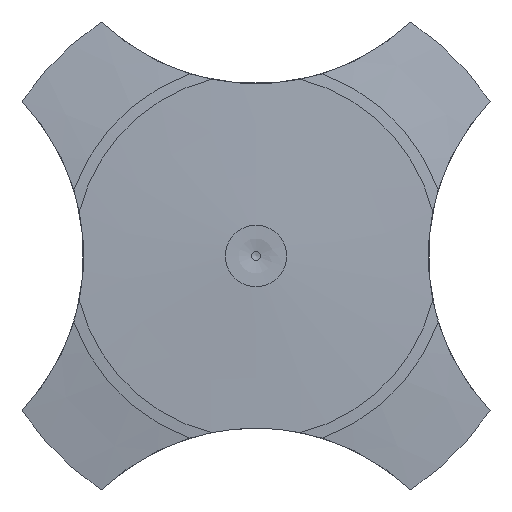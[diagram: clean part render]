
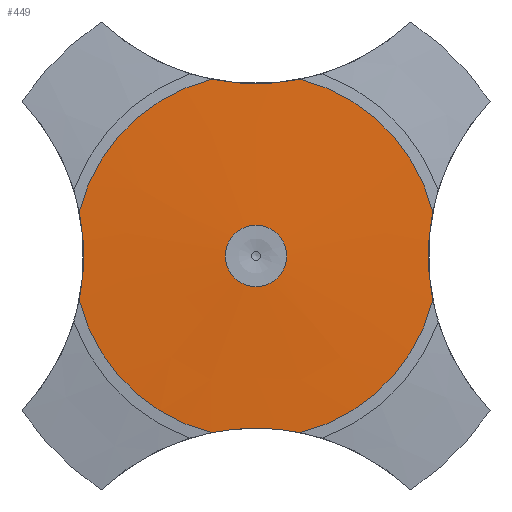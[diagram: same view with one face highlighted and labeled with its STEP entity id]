
A CAD part, top view. The second image highlights one B-rep face of the part: STEP entity #449.
In plain terms, the highlighted conical face has half-angle 87.82 degrees and reference radius 3.664 mm.
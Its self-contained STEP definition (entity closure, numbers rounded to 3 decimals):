
#25=LINE('',#954,#29);
#29=VECTOR('',#627,3.664);
#39=CONICAL_SURFACE('',#517,3.664,1.533);
#62=FACE_OUTER_BOUND('',#87,.T.);
#87=EDGE_LOOP('',(#391,#392,#393,#394,#395,#396,#397,#398,#399,#400,#401,
#402,#403));
#105=CIRCLE('',#487,6.497);
#111=CIRCLE('',#498,6.497);
#117=CIRCLE('',#509,6.497);
#119=CIRCLE('',#512,1.096);
#120=CIRCLE('',#513,1.096);
#124=CIRCLE('',#518,6.497);
#135=B_SPLINE_CURVE_WITH_KNOTS('',3,(#701,#702,#703,#704),.UNSPECIFIED.,
 .F.,.F.,(4,4),(4.048,4.205),.UNSPECIFIED.);
#136=B_SPLINE_CURVE_WITH_KNOTS('',3,(#706,#707,#708,#709),.UNSPECIFIED.,
 .F.,.F.,(4,4),(3.891,4.048),.UNSPECIFIED.);
#146=B_SPLINE_CURVE_WITH_KNOTS('',3,(#793,#794,#795,#796,#797,#798),
 .UNSPECIFIED.,.F.,.F.,(4,2,4),(3.891,4.048,4.205),
 .UNSPECIFIED.);
#153=B_SPLINE_CURVE_WITH_KNOTS('',3,(#850,#851,#852,#853,#854,#855),
 .UNSPECIFIED.,.F.,.F.,(4,2,4),(3.891,4.048,4.205),
 .UNSPECIFIED.);
#160=B_SPLINE_CURVE_WITH_KNOTS('',3,(#907,#908,#909,#910,#911,#912),
 .UNSPECIFIED.,.F.,.F.,(4,2,4),(3.891,4.048,4.205),
 .UNSPECIFIED.);
#171=VERTEX_POINT('',#695);
#172=VERTEX_POINT('',#700);
#173=VERTEX_POINT('',#705);
#184=VERTEX_POINT('',#769);
#188=VERTEX_POINT('',#792);
#192=VERTEX_POINT('',#826);
#196=VERTEX_POINT('',#849);
#200=VERTEX_POINT('',#883);
#204=VERTEX_POINT('',#906);
#205=VERTEX_POINT('',#944);
#206=VERTEX_POINT('',#945);
#220=EDGE_CURVE('',#172,#171,#135,.T.);
#221=EDGE_CURVE('',#173,#172,#136,.T.);
#238=EDGE_CURVE('',#173,#184,#105,.T.);
#243=EDGE_CURVE('',#188,#184,#146,.T.);
#251=EDGE_CURVE('',#188,#192,#111,.T.);
#256=EDGE_CURVE('',#196,#192,#153,.T.);
#264=EDGE_CURVE('',#196,#200,#117,.T.);
#269=EDGE_CURVE('',#204,#200,#160,.T.);
#271=EDGE_CURVE('',#205,#206,#119,.T.);
#272=EDGE_CURVE('',#206,#205,#120,.T.);
#276=EDGE_CURVE('',#172,#206,#25,.T.);
#277=EDGE_CURVE('',#204,#171,#124,.T.);
#391=ORIENTED_EDGE('',*,*,#221,.T.);
#392=ORIENTED_EDGE('',*,*,#276,.T.);
#393=ORIENTED_EDGE('',*,*,#271,.F.);
#394=ORIENTED_EDGE('',*,*,#272,.F.);
#395=ORIENTED_EDGE('',*,*,#276,.F.);
#396=ORIENTED_EDGE('',*,*,#220,.T.);
#397=ORIENTED_EDGE('',*,*,#277,.F.);
#398=ORIENTED_EDGE('',*,*,#269,.T.);
#399=ORIENTED_EDGE('',*,*,#264,.F.);
#400=ORIENTED_EDGE('',*,*,#256,.T.);
#401=ORIENTED_EDGE('',*,*,#251,.F.);
#402=ORIENTED_EDGE('',*,*,#243,.T.);
#403=ORIENTED_EDGE('',*,*,#238,.F.);
#449=ADVANCED_FACE('',(#62),#39,.T.);
#487=AXIS2_PLACEMENT_3D('',#770,#565,#566);
#498=AXIS2_PLACEMENT_3D('',#827,#587,#588);
#509=AXIS2_PLACEMENT_3D('',#884,#609,#610);
#512=AXIS2_PLACEMENT_3D('',#946,#615,#616);
#513=AXIS2_PLACEMENT_3D('',#947,#617,#618);
#517=AXIS2_PLACEMENT_3D('',#953,#625,#626);
#518=AXIS2_PLACEMENT_3D('',#955,#628,#629);
#565=DIRECTION('center_axis',(0.,0.,-1.));
#566=DIRECTION('ref_axis',(0.,-1.,0.));
#587=DIRECTION('center_axis',(0.,0.,-1.));
#588=DIRECTION('ref_axis',(0.,-1.,0.));
#609=DIRECTION('center_axis',(0.,0.,-1.));
#610=DIRECTION('ref_axis',(0.,-1.,0.));
#615=DIRECTION('center_axis',(0.,0.,1.));
#616=DIRECTION('ref_axis',(0.,-1.,0.));
#617=DIRECTION('center_axis',(0.,0.,1.));
#618=DIRECTION('ref_axis',(0.,-1.,0.));
#625=DIRECTION('center_axis',(0.,0.,-1.));
#626=DIRECTION('ref_axis',(0.,1.,0.));
#627=DIRECTION('',(0.,0.999,0.038));
#628=DIRECTION('center_axis',(0.,0.,-1.));
#629=DIRECTION('ref_axis',(0.,-1.,0.));
#695=CARTESIAN_POINT('',(1.585,-6.301,0.513));
#700=CARTESIAN_POINT('',(0.,-6.142,0.527));
#701=CARTESIAN_POINT('Ctrl Pts',(0.,-6.142,
0.527));
#702=CARTESIAN_POINT('Ctrl Pts',(0.523,-6.142,0.527));
#703=CARTESIAN_POINT('Ctrl Pts',(1.057,-6.194,0.522));
#704=CARTESIAN_POINT('Ctrl Pts',(1.585,-6.301,0.513));
#705=CARTESIAN_POINT('',(-1.585,-6.301,0.513));
#706=CARTESIAN_POINT('Ctrl Pts',(-1.585,-6.301,0.513));
#707=CARTESIAN_POINT('Ctrl Pts',(-1.057,-6.194,0.522));
#708=CARTESIAN_POINT('Ctrl Pts',(-0.523,-6.142,0.527));
#709=CARTESIAN_POINT('Ctrl Pts',(0.,-6.142,
0.527));
#769=CARTESIAN_POINT('',(-6.301,-1.585,0.513));
#770=CARTESIAN_POINT('Origin',(0.,0.,0.513));
#792=CARTESIAN_POINT('',(-6.301,1.585,0.513));
#793=CARTESIAN_POINT('Ctrl Pts',(-6.301,1.585,0.513));
#794=CARTESIAN_POINT('Ctrl Pts',(-6.194,1.057,0.522));
#795=CARTESIAN_POINT('Ctrl Pts',(-6.142,0.523,0.527));
#796=CARTESIAN_POINT('Ctrl Pts',(-6.142,-0.523,0.527));
#797=CARTESIAN_POINT('Ctrl Pts',(-6.194,-1.057,0.522));
#798=CARTESIAN_POINT('Ctrl Pts',(-6.301,-1.585,0.513));
#826=CARTESIAN_POINT('',(-1.585,6.301,0.513));
#827=CARTESIAN_POINT('Origin',(0.,0.,0.513));
#849=CARTESIAN_POINT('',(1.585,6.301,0.513));
#850=CARTESIAN_POINT('Ctrl Pts',(1.585,6.301,0.513));
#851=CARTESIAN_POINT('Ctrl Pts',(1.057,6.194,0.522));
#852=CARTESIAN_POINT('Ctrl Pts',(0.523,6.142,0.527));
#853=CARTESIAN_POINT('Ctrl Pts',(-0.523,6.142,0.527));
#854=CARTESIAN_POINT('Ctrl Pts',(-1.057,6.194,0.522));
#855=CARTESIAN_POINT('Ctrl Pts',(-1.585,6.301,0.513));
#883=CARTESIAN_POINT('',(6.301,1.585,0.513));
#884=CARTESIAN_POINT('Origin',(0.,0.,0.513));
#906=CARTESIAN_POINT('',(6.301,-1.585,0.513));
#907=CARTESIAN_POINT('Ctrl Pts',(6.301,-1.585,0.513));
#908=CARTESIAN_POINT('Ctrl Pts',(6.194,-1.057,0.522));
#909=CARTESIAN_POINT('Ctrl Pts',(6.142,-0.523,0.527));
#910=CARTESIAN_POINT('Ctrl Pts',(6.142,0.523,0.527));
#911=CARTESIAN_POINT('Ctrl Pts',(6.194,1.057,0.522));
#912=CARTESIAN_POINT('Ctrl Pts',(6.301,1.585,0.513));
#944=CARTESIAN_POINT('',(1.096,0.,0.719));
#945=CARTESIAN_POINT('',(0.,-1.096,0.719));
#946=CARTESIAN_POINT('Origin',(0.,0.,0.719));
#947=CARTESIAN_POINT('Origin',(0.,0.,0.719));
#953=CARTESIAN_POINT('Origin',(0.,0.,0.621));
#954=CARTESIAN_POINT('',(0.,-3.664,0.621));
#955=CARTESIAN_POINT('Origin',(0.,0.,0.513));
